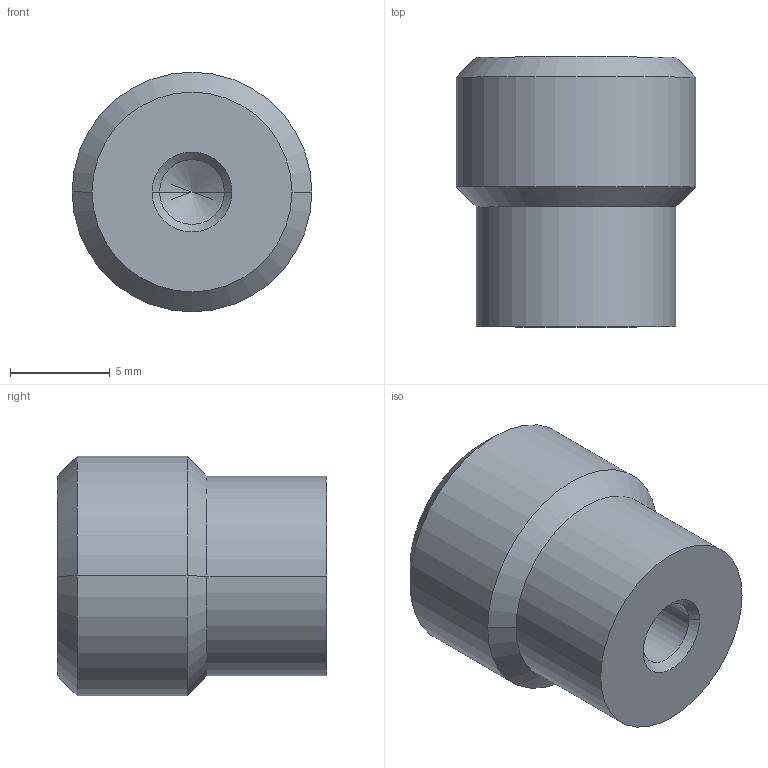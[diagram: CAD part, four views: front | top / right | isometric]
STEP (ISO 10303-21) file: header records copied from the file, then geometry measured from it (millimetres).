
FILE_DESCRIPTION( ( '' ), '1' );
FILE_NAME( 'K0142.11204.stp', '2012-11-01T09:45:18', ( '' ), ( '' ), ' ', ' ', ' ' );
FILE_SCHEMA( ( 'CONFIG_CONTROL_DESIGN' ) );
Length unit declared in the file: millimetre
Products named in the file (1): 1
Bounding box: 12 x 13.5 x 12 mm (x, y, z)
Volume: 1189.7 mm3; surface area: 761.9 mm2
Topology: 1 solids, 1 shells, 16 faces, 32 edges, 17 vertices
Faces by surface type: cone 8, cylinder 6, plane 2
Entity records: 442 total; most frequent: DIRECTION 80, CARTESIAN_POINT 64, ORIENTED_EDGE 60, AXIS2_PLACEMENT_3D 33, EDGE_CURVE 30, EDGE_LOOP 17, VERTEX_POINT 17, ADVANCED_FACE 16
